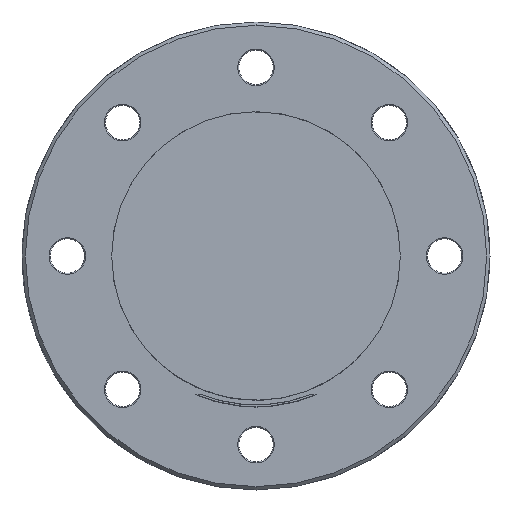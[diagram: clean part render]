
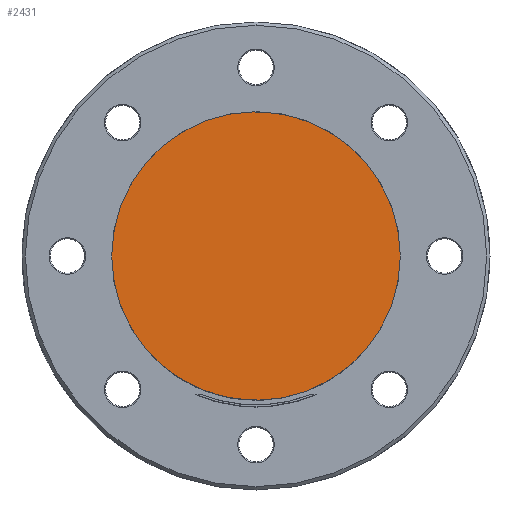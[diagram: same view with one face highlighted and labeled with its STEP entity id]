
A CAD part, front view. The second image highlights one B-rep face of the part: STEP entity #2431.
In plain terms, the highlighted planar face has unit normal (0, -1, 0.009).
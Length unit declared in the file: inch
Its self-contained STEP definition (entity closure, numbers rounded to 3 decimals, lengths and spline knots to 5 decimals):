
#127 = VERTEX_POINT ( 'NONE', #2409 ) ;
#238 = EDGE_LOOP ( 'NONE', ( #518, #2271 ) ) ;
#483 = DIRECTION ( 'NONE',  ( 0., -0.009, -1. ) ) ;
#518 = ORIENTED_EDGE ( 'NONE', *, *, #1710, .T. ) ;
#702 = DIRECTION ( 'NONE',  ( 0., 1., -0.009 ) ) ;
#871 =( BOUNDED_CURVE ( )  B_SPLINE_CURVE ( 3, ( #1225, #2444, #2022, #2188 ),
 .UNSPECIFIED., .F., .T. ) 
 B_SPLINE_CURVE_WITH_KNOTS ( ( 4, 4 ),
 ( 4.71239, 7.85398 ),
 .UNSPECIFIED. ) 
 CURVE ( )  GEOMETRIC_REPRESENTATION_ITEM ( )  RATIONAL_B_SPLINE_CURVE ( ( 1., 0.333, 0.333, 1. ) ) 
 REPRESENTATION_ITEM ( '' )  );
#1066 = CARTESIAN_POINT ( 'NONE',  ( 1.3875, 0.024, 1.4175 ) ) ;
#1135 = EDGE_CURVE ( 'NONE', #1380, #127, #871, .T. ) ;
#1225 = CARTESIAN_POINT ( 'NONE',  ( -1.3875, 0.01163, 0. ) ) ;
#1272 = PLANE ( 'NONE',  #1619 ) ;
#1380 = VERTEX_POINT ( 'NONE', #1907 ) ;
#1556 = CARTESIAN_POINT ( 'NONE',  ( -1.3875, 0.03585, 2.775 ) ) ;
#1619 = AXIS2_PLACEMENT_3D ( 'NONE', #1066, #702, #483 ) ;
#1645 = FACE_OUTER_BOUND ( 'NONE', #238, .T. ) ;
#1684 =( BOUNDED_CURVE ( )  B_SPLINE_CURVE ( 3, ( #1975, #1934, #1556, #2380 ),
 .UNSPECIFIED., .F., .T. ) 
 B_SPLINE_CURVE_WITH_KNOTS ( ( 4, 4 ),
 ( 1.5708, 4.71239 ),
 .UNSPECIFIED. ) 
 CURVE ( )  GEOMETRIC_REPRESENTATION_ITEM ( )  RATIONAL_B_SPLINE_CURVE ( ( 1., 0.333, 0.333, 1. ) ) 
 REPRESENTATION_ITEM ( '' )  );
#1710 = EDGE_CURVE ( 'NONE', #127, #1380, #1684, .T. ) ;
#1907 = CARTESIAN_POINT ( 'NONE',  ( -1.3875, 0.01163, 0. ) ) ;
#1934 = CARTESIAN_POINT ( 'NONE',  ( 1.3875, 0.03585, 2.775 ) ) ;
#1975 = CARTESIAN_POINT ( 'NONE',  ( 1.3875, 0.01163, 0. ) ) ;
#2022 = CARTESIAN_POINT ( 'NONE',  ( 1.3875, -0.01259, -2.775 ) ) ;
#2188 = CARTESIAN_POINT ( 'NONE',  ( 1.3875, 0.01163, 0. ) ) ;
#2271 = ORIENTED_EDGE ( 'NONE', *, *, #1135, .T. ) ;
#2380 = CARTESIAN_POINT ( 'NONE',  ( -1.3875, 0.01163, 0. ) ) ;
#2409 = CARTESIAN_POINT ( 'NONE',  ( 1.3875, 0.01163, 0. ) ) ;
#2431 = ADVANCED_FACE ( 'NONE', ( #1645 ), #1272, .F. ) ;
#2444 = CARTESIAN_POINT ( 'NONE',  ( -1.3875, -0.01259, -2.775 ) ) ;
